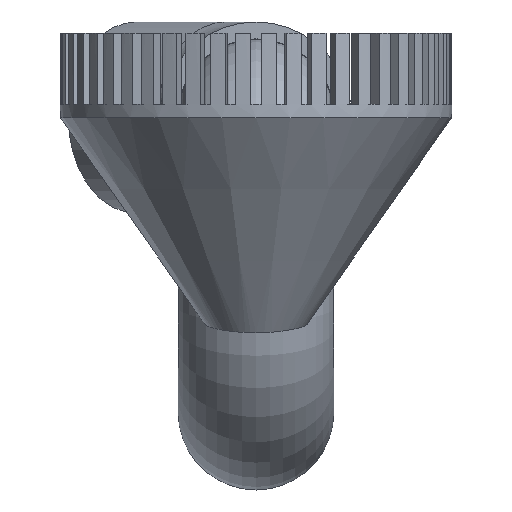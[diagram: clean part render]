
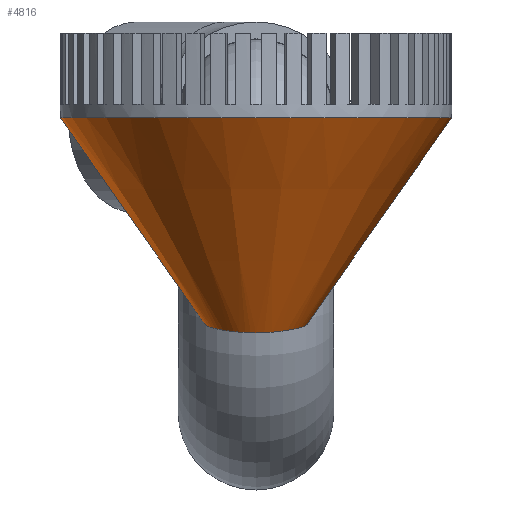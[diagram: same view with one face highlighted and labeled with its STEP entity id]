
A CAD part, left-side view. The second image highlights one B-rep face of the part: STEP entity #4816.
In plain terms, the highlighted conical face has half-angle 35 degrees and reference radius 18.5 mm.
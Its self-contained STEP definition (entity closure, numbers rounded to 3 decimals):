
#649=LINE('',#7986,#1065);
#1065=VECTOR('',#6535,18.5);
#1095=CONICAL_SURFACE('',#5278,18.5,0.611);
#1293=FACE_OUTER_BOUND('',#1542,.T.);
#1542=EDGE_LOOP('',(#4319,#4320,#4321,#4322,#4323,#4324));
#1647=CIRCLE('',#4936,46.508);
#1834=B_SPLINE_CURVE_WITH_KNOTS('',3,(#6726,#6727,#6728,#6729,#6730,#6731,
#6732,#6733,#6734,#6735,#6736,#6737),.UNSPECIFIED.,.F.,.F.,(4,2,2,2,2,4),
(-7.727,-7.457,-7.186,-6.712,
-6.233,-5.939),.UNSPECIFIED.);
#1835=B_SPLINE_CURVE_WITH_KNOTS('',3,(#6739,#6740,#6741,#6742,#6743,#6744,
#6745,#6746,#6747,#6748,#6749,#6750,#6751,#6752,#6753,#6754,#6755,#6756,
#6757,#6758),.UNSPECIFIED.,.F.,.F.,(4,2,2,2,2,2,2,2,2,4),(-3.864,
-3.838,-3.367,-2.883,-2.393,-1.907,
-1.427,-0.952,-0.476,0.),
 .UNSPECIFIED.);
#1839=B_SPLINE_CURVE_WITH_KNOTS('',3,(#6807,#6808,#6809,#6810,#6811,#6812,
#6813,#6814,#6815,#6816,#6817,#6818),.UNSPECIFIED.,.F.,.F.,(4,2,2,2,2,4),
(-5.939,-5.747,-5.257,-4.773,-4.302,
-3.864),.UNSPECIFIED.);
#1918=VERTEX_POINT('',#6724);
#1919=VERTEX_POINT('',#6725);
#1920=VERTEX_POINT('',#6738);
#2018=VERTEX_POINT('',#7009);
#2408=EDGE_CURVE('',#1918,#1919,#1834,.T.);
#2409=EDGE_CURVE('',#1920,#1918,#1835,.T.);
#2414=EDGE_CURVE('',#1919,#1920,#1839,.T.);
#2510=EDGE_CURVE('',#2018,#2018,#1647,.T.);
#2998=EDGE_CURVE('',#2018,#1919,#649,.T.);
#4319=ORIENTED_EDGE('',*,*,#2510,.T.);
#4320=ORIENTED_EDGE('',*,*,#2998,.T.);
#4321=ORIENTED_EDGE('',*,*,#2414,.T.);
#4322=ORIENTED_EDGE('',*,*,#2409,.T.);
#4323=ORIENTED_EDGE('',*,*,#2408,.T.);
#4324=ORIENTED_EDGE('',*,*,#2998,.F.);
#4816=ADVANCED_FACE('',(#1293),#1095,.T.);
#4936=AXIS2_PLACEMENT_3D('',#7011,#5510,#5511);
#5278=AXIS2_PLACEMENT_3D('',#7985,#6533,#6534);
#5510=DIRECTION('center_axis',(0.,0.,-1.));
#5511=DIRECTION('ref_axis',(0.,1.,0.));
#6533=DIRECTION('center_axis',(0.,0.,1.));
#6534=DIRECTION('ref_axis',(0.,1.,0.));
#6535=DIRECTION('',(0.,0.574,-0.819));
#6724=CARTESIAN_POINT('',(-155.695,0.,-51.147));
#6725=CARTESIAN_POINT('',(-145.,-12.118,-49.114));
#6726=CARTESIAN_POINT('Ctrl Pts',(-155.695,0.,
-51.147));
#6727=CARTESIAN_POINT('Ctrl Pts',(-155.695,-0.902,
-51.147));
#6728=CARTESIAN_POINT('Ctrl Pts',(-155.598,-1.801,-51.123));
#6729=CARTESIAN_POINT('Ctrl Pts',(-155.212,-3.561,-51.029));
#6730=CARTESIAN_POINT('Ctrl Pts',(-154.925,-4.417,-50.96));
#6731=CARTESIAN_POINT('Ctrl Pts',(-153.885,-6.659,-50.722));
#6732=CARTESIAN_POINT('Ctrl Pts',(-152.956,-7.941,-50.522));
#6733=CARTESIAN_POINT('Ctrl Pts',(-150.649,-10.079,-50.072));
#6734=CARTESIAN_POINT('Ctrl Pts',(-149.292,-10.91,-49.827));
#6735=CARTESIAN_POINT('Ctrl Pts',(-146.903,-11.789,-49.422));
#6736=CARTESIAN_POINT('Ctrl Pts',(-145.959,-12.011,-49.267));
#6737=CARTESIAN_POINT('Ctrl Pts',(-145.,-12.118,-49.114));
#6738=CARTESIAN_POINT('',(-131.384,0.,-46.974));
#6739=CARTESIAN_POINT('Ctrl Pts',(-131.384,0.,
-46.974));
#6740=CARTESIAN_POINT('Ctrl Pts',(-131.384,0.088,
-46.974));
#6741=CARTESIAN_POINT('Ctrl Pts',(-131.384,0.175,-46.975));
#6742=CARTESIAN_POINT('Ctrl Pts',(-131.421,1.834,-46.981));
#6743=CARTESIAN_POINT('Ctrl Pts',(-131.763,3.378,-47.038));
#6744=CARTESIAN_POINT('Ctrl Pts',(-133.031,6.292,-47.246));
#6745=CARTESIAN_POINT('Ctrl Pts',(-133.959,7.623,-47.396));
#6746=CARTESIAN_POINT('Ctrl Pts',(-136.28,9.863,-47.762));
#6747=CARTESIAN_POINT('Ctrl Pts',(-137.657,10.747,-47.974));
#6748=CARTESIAN_POINT('Ctrl Pts',(-140.655,11.928,-48.435));
#6749=CARTESIAN_POINT('Ctrl Pts',(-142.249,12.219,-48.679));
#6750=CARTESIAN_POINT('Ctrl Pts',(-145.43,12.166,-49.18));
#6751=CARTESIAN_POINT('Ctrl Pts',(-146.988,11.832,-49.433));
#6752=CARTESIAN_POINT('Ctrl Pts',(-149.873,10.583,-49.931));
#6753=CARTESIAN_POINT('Ctrl Pts',(-151.174,9.685,-50.171));
#6754=CARTESIAN_POINT('Ctrl Pts',(-153.359,7.429,-50.606));
#6755=CARTESIAN_POINT('Ctrl Pts',(-154.221,6.095,-50.797));
#6756=CARTESIAN_POINT('Ctrl Pts',(-155.394,3.16,-51.07));
#6757=CARTESIAN_POINT('Ctrl Pts',(-155.695,1.588,-51.147));
#6758=CARTESIAN_POINT('Ctrl Pts',(-155.695,0.,
-51.147));
#6807=CARTESIAN_POINT('Ctrl Pts',(-145.,-12.118,-49.114));
#6808=CARTESIAN_POINT('Ctrl Pts',(-144.375,-12.188,-49.014));
#6809=CARTESIAN_POINT('Ctrl Pts',(-143.744,-12.21,-48.914));
#6810=CARTESIAN_POINT('Ctrl Pts',(-141.499,-12.111,-48.563));
#6811=CARTESIAN_POINT('Ctrl Pts',(-139.914,-11.719,-48.321));
#6812=CARTESIAN_POINT('Ctrl Pts',(-137.,-10.354,-47.873));
#6813=CARTESIAN_POINT('Ctrl Pts',(-135.693,-9.398,-47.67));
#6814=CARTESIAN_POINT('Ctrl Pts',(-133.548,-7.068,-47.33));
#6815=CARTESIAN_POINT('Ctrl Pts',(-132.716,-5.726,-47.195));
#6816=CARTESIAN_POINT('Ctrl Pts',(-131.648,-2.898,-47.019));
#6817=CARTESIAN_POINT('Ctrl Pts',(-131.384,-1.456,-46.974));
#6818=CARTESIAN_POINT('Ctrl Pts',(-131.384,0.,
-46.974));
#7009=CARTESIAN_POINT('',(-145.,-46.508,0.));
#7011=CARTESIAN_POINT('Origin',(-145.,0.,0.));
#7985=CARTESIAN_POINT('Origin',(-145.,0.,-40.));
#7986=CARTESIAN_POINT('',(-145.,-18.5,-40.));
